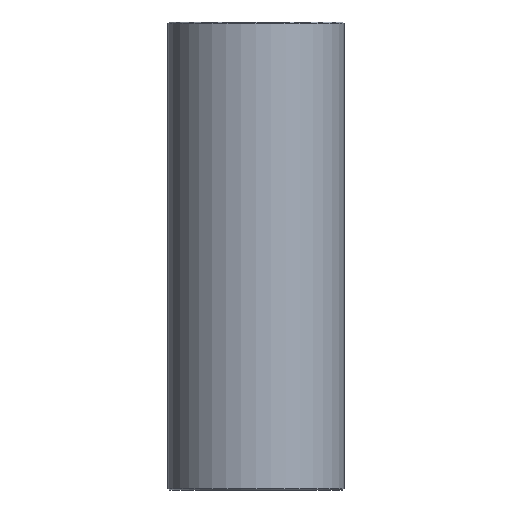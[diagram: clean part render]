
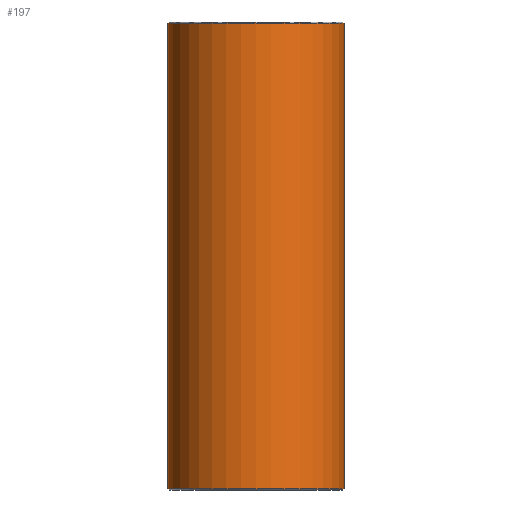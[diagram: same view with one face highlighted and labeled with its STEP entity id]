
A CAD part, front view. The second image highlights one B-rep face of the part: STEP entity #197.
In plain terms, the highlighted cylindrical face has radius 17.875 mm (diameter 35.75 mm), a partial arc.
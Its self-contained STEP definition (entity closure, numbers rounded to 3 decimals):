
#3 = CARTESIAN_POINT ( 'NONE',  ( 17.875, 0., 95. ) ) ;
#5 = AXIS2_PLACEMENT_3D ( 'NONE', #382, #61, #383 ) ;
#29 = AXIS2_PLACEMENT_3D ( 'NONE', #390, #330, #73 ) ;
#37 = VERTEX_POINT ( 'NONE', #309 ) ;
#40 = AXIS2_PLACEMENT_3D ( 'NONE', #95, #406, #94 ) ;
#50 = ORIENTED_EDGE ( 'NONE', *, *, #242, .F. ) ;
#51 = VECTOR ( 'NONE', #363, 1000. ) ;
#61 = DIRECTION ( 'NONE',  ( 0., 0., -1. ) ) ;
#73 = DIRECTION ( 'NONE',  ( 1., 0., 0. ) ) ;
#77 = CARTESIAN_POINT ( 'NONE',  ( -17.875, 0., 94.7 ) ) ;
#94 = DIRECTION ( 'NONE',  ( 1., 0., 0. ) ) ;
#95 = CARTESIAN_POINT ( 'NONE',  ( 0., 0., 94.7 ) ) ;
#105 = LINE ( 'NONE', #3, #165 ) ;
#137 = EDGE_CURVE ( 'NONE', #215, #384, #238, .T. ) ;
#141 = CARTESIAN_POINT ( 'NONE',  ( 17.875, 0., 0.3 ) ) ;
#154 = CYLINDRICAL_SURFACE ( 'NONE', #5, 17.875 ) ;
#165 = VECTOR ( 'NONE', #295, 1000. ) ;
#166 = CARTESIAN_POINT ( 'NONE',  ( -17.875, 0., 95. ) ) ;
#188 = EDGE_LOOP ( 'NONE', ( #50, #234, #312, #393 ) ) ;
#197 = ADVANCED_FACE ( 'NONE', ( #251 ), #154, .T. ) ;
#215 = VERTEX_POINT ( 'NONE', #287 ) ;
#219 = CIRCLE ( 'NONE', #29, 17.875 ) ;
#222 = EDGE_CURVE ( 'NONE', #384, #37, #304, .T. ) ;
#234 = ORIENTED_EDGE ( 'NONE', *, *, #137, .T. ) ;
#238 = CIRCLE ( 'NONE', #40, 17.875 ) ;
#242 = EDGE_CURVE ( 'NONE', #215, #285, #105, .T. ) ;
#251 = FACE_OUTER_BOUND ( 'NONE', #188, .T. ) ;
#256 = EDGE_CURVE ( 'NONE', #37, #285, #219, .T. ) ;
#285 = VERTEX_POINT ( 'NONE', #141 ) ;
#287 = CARTESIAN_POINT ( 'NONE',  ( 17.875, 0., 94.7 ) ) ;
#295 = DIRECTION ( 'NONE',  ( 0., 0., -1. ) ) ;
#304 = LINE ( 'NONE', #166, #51 ) ;
#309 = CARTESIAN_POINT ( 'NONE',  ( -17.875, 0., 0.3 ) ) ;
#312 = ORIENTED_EDGE ( 'NONE', *, *, #222, .T. ) ;
#330 = DIRECTION ( 'NONE',  ( 0., 0., 1. ) ) ;
#363 = DIRECTION ( 'NONE',  ( 0., 0., -1. ) ) ;
#382 = CARTESIAN_POINT ( 'NONE',  ( 0., 0., 95. ) ) ;
#383 = DIRECTION ( 'NONE',  ( -1., 0., 0. ) ) ;
#384 = VERTEX_POINT ( 'NONE', #77 ) ;
#390 = CARTESIAN_POINT ( 'NONE',  ( 0., 0., 0.3 ) ) ;
#393 = ORIENTED_EDGE ( 'NONE', *, *, #256, .T. ) ;
#406 = DIRECTION ( 'NONE',  ( 0., 0., -1. ) ) ;
